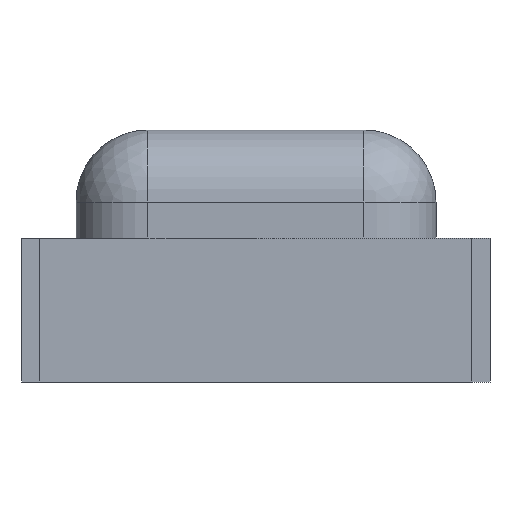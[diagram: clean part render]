
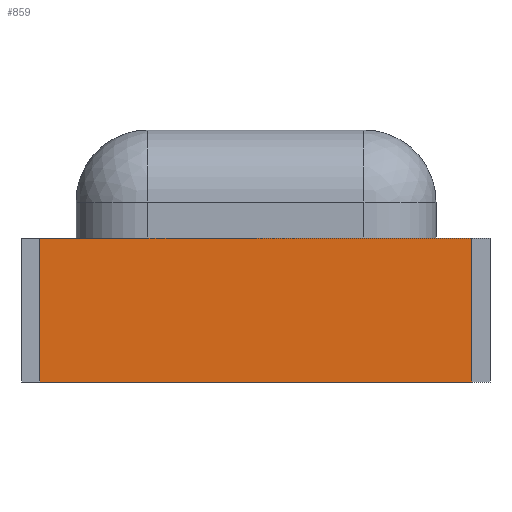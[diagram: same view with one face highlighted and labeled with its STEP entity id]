
A CAD part, left-side view. The second image highlights one B-rep face of the part: STEP entity #859.
In plain terms, the highlighted planar face has unit normal (-1, 0, 0).
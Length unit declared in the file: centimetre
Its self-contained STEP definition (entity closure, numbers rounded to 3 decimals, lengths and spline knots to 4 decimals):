
#47=FACE_OUTER_BOUND($,#107,.T.);
#107=EDGE_LOOP($,(#571,#572,#573,#574));
#167=LINE($,#1274,#271);
#168=LINE($,#1276,#272);
#169=LINE($,#1278,#273);
#170=LINE($,#1279,#274);
#271=VECTOR($,#1016,0.12);
#272=VECTOR($,#1017,0.04);
#273=VECTOR($,#1018,0.12);
#274=VECTOR($,#1019,0.04);
#375=VERTEX_POINT($,#1272);
#376=VERTEX_POINT($,#1273);
#377=VERTEX_POINT($,#1275);
#378=VERTEX_POINT($,#1277);
#451=EDGE_CURVE($,#375,#376,#167,.T.);
#452=EDGE_CURVE($,#377,#375,#168,.T.);
#453=EDGE_CURVE($,#378,#377,#169,.T.);
#454=EDGE_CURVE($,#376,#378,#170,.T.);
#571=ORIENTED_EDGE($,*,*,#451,.F.);
#572=ORIENTED_EDGE($,*,*,#452,.F.);
#573=ORIENTED_EDGE($,*,*,#453,.F.);
#574=ORIENTED_EDGE($,*,*,#454,.F.);
#811=PLANE($,#936);
#859=ADVANCED_FACE($,(#47),#811,.F.);
#936=AXIS2_PLACEMENT_3D($,#1271,#1014,#1015);
#1014=DIRECTION('center_axis',(1.,0.,0.));
#1015=DIRECTION('ref_axis',(0.,0.,-1.));
#1016=DIRECTION($,(0.,-1.,0.));
#1017=DIRECTION($,(0.,0.,1.));
#1018=DIRECTION($,(0.,1.,0.));
#1019=DIRECTION($,(0.,0.,-1.));
#1271=CARTESIAN_POINT('Origin',(-0.16,0.,0.05));
#1272=CARTESIAN_POINT('',(-0.16,0.045,0.04));
#1273=CARTESIAN_POINT('',(-0.16,-0.075,0.04));
#1274=CARTESIAN_POINT($,(-0.16,0.,0.04));
#1275=CARTESIAN_POINT('',(-0.16,0.045,0.));
#1276=CARTESIAN_POINT($,(-0.16,0.045,0.05));
#1277=CARTESIAN_POINT('',(-0.16,-0.075,0.));
#1278=CARTESIAN_POINT($,(-0.16,0.,0.));
#1279=CARTESIAN_POINT($,(-0.16,-0.075,0.05));
